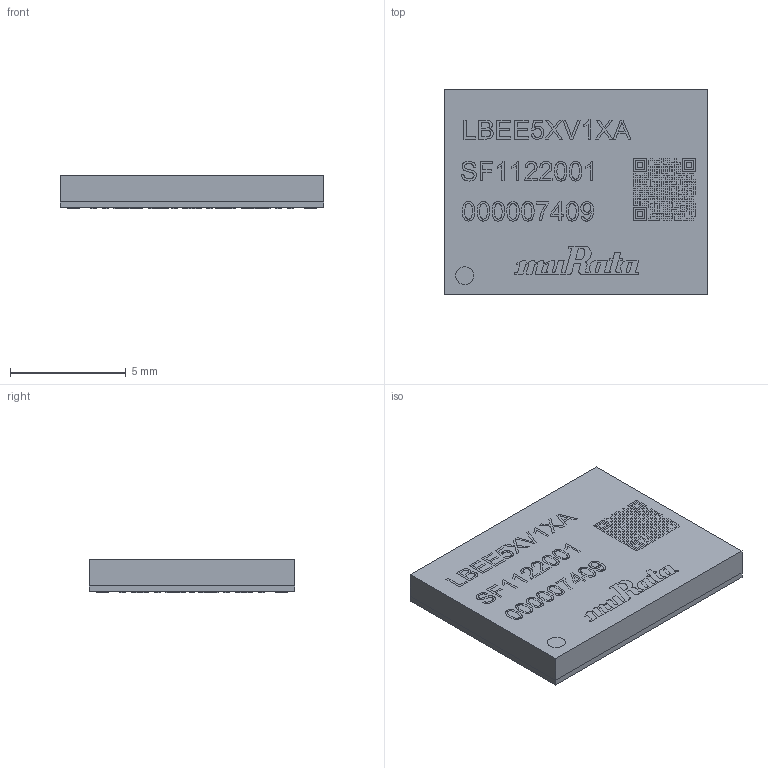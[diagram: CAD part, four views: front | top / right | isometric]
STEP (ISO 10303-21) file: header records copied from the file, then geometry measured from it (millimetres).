
FILE_DESCRIPTION(/* description */ (''),/* implementation_level */ '2;1');
FILE_NAME(/* name */ 'LBEE5XV1XA W-LAN + Bluetooth module',/* time_stamp */ '2022-11-27T17:40:09+01:00',/* author */ (''),/* organization */ (''),/* preprocessor_version */ 'ST-DEVELOPER v16.5',/* originating_system */ '',/* authorisation */ '');
FILE_SCHEMA (('AUTOMOTIVE_DESIGN'));
Length unit declared in the file: millimetre
Products named in the file (1): Document
Bounding box: 11.4 x 8.9 x 1.44 mm (x, y, z)
Volume: 0 mm3; surface area: 471.5 mm2
Topology: 56 solids, 335 shells, 760 faces, 3812 edges, 3406 vertices
Faces by surface type: plane 760
Entity records: 38394 total; most frequent: CARTESIAN_POINT 14097, ORIENTED_EDGE 4776, EDGE_CURVE 3812, B_SPLINE_CURVE_WITH_KNOTS 3690, VERTEX_POINT 3406, EDGE_LOOP 930, DIRECTION 766, AXIS2_PLACEMENT_3D 763
